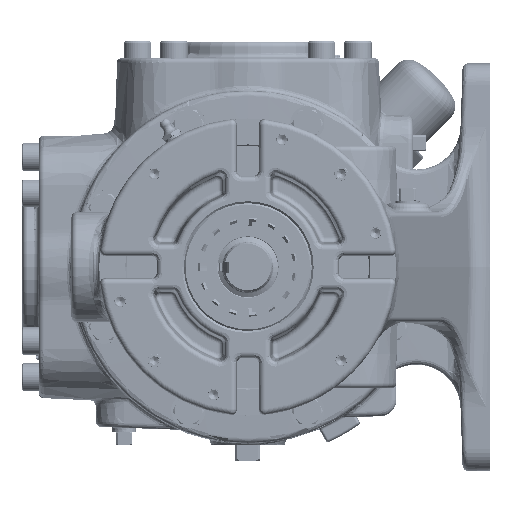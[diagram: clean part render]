
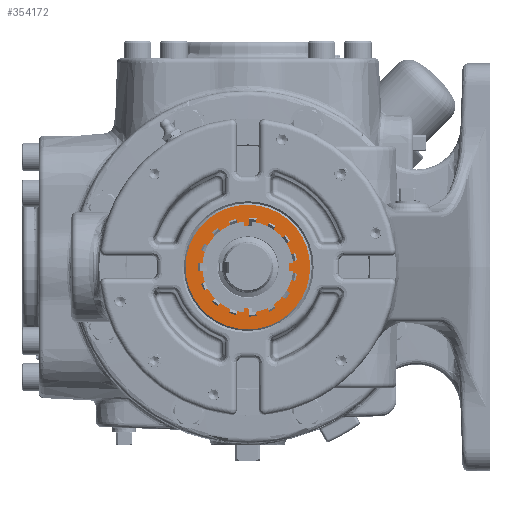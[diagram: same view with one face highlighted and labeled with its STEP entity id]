
A CAD part, left-side view. The second image highlights one B-rep face of the part: STEP entity #354172.
In plain terms, the highlighted planar face has unit normal (-1, 0, 0).
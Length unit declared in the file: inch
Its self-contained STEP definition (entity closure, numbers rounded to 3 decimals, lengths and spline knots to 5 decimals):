
#4257 = CIRCLE ( 'NONE', #182275, 1.415 ) ;
#5087 = FACE_OUTER_BOUND ( 'NONE', #295392, .T. ) ;
#7442 = CIRCLE ( 'NONE', #248833, 0.855 ) ;
#10601 = DIRECTION ( 'NONE',  ( -1., 0., 0. ) ) ;
#12713 = CARTESIAN_POINT ( 'NONE',  ( -10.75474, 0., 0. ) ) ;
#26726 = CARTESIAN_POINT ( 'NONE',  ( -10.75474, 0., 0.855 ) ) ;
#30324 = PLANE ( 'NONE',  #51956 ) ;
#41521 = DIRECTION ( 'NONE',  ( 0., 0., 1. ) ) ;
#46253 = CARTESIAN_POINT ( 'NONE',  ( -10.75474, 0.855, 0. ) ) ;
#51956 = AXIS2_PLACEMENT_3D ( 'NONE', #46253, #341284, #175907 ) ;
#74933 = CARTESIAN_POINT ( 'NONE',  ( -10.75474, 0., -1.415 ) ) ;
#82478 = VERTEX_POINT ( 'NONE', #240867 ) ;
#94553 = CARTESIAN_POINT ( 'NONE',  ( -10.75474, 0., 0. ) ) ;
#124054 = EDGE_LOOP ( 'NONE', ( #298844, #129002 ) ) ;
#129002 = ORIENTED_EDGE ( 'NONE', *, *, #316655, .F. ) ;
#143271 = DIRECTION ( 'NONE',  ( -1., 0., 0. ) ) ;
#143338 = EDGE_CURVE ( 'NONE', #223501, #82478, #251142, .T. ) ;
#175907 = DIRECTION ( 'NONE',  ( 0., 0., -1. ) ) ;
#182275 = AXIS2_PLACEMENT_3D ( 'NONE', #12713, #288094, #41521 ) ;
#185015 = CARTESIAN_POINT ( 'NONE',  ( -10.75474, 0., 1.415 ) ) ;
#190279 = DIRECTION ( 'NONE',  ( -1., 0., 0. ) ) ;
#191830 = ORIENTED_EDGE ( 'NONE', *, *, #209319, .T. ) ;
#196172 = CIRCLE ( 'NONE', #316902, 1.415 ) ;
#202562 = DIRECTION ( 'NONE',  ( 0., 0., 1. ) ) ;
#209319 = EDGE_CURVE ( 'NONE', #251791, #280026, #4257, .T. ) ;
#223501 = VERTEX_POINT ( 'NONE', #26726 ) ;
#240867 = CARTESIAN_POINT ( 'NONE',  ( -10.75474, 0., -0.855 ) ) ;
#248833 = AXIS2_PLACEMENT_3D ( 'NONE', #94553, #143271, #202562 ) ;
#251142 = CIRCLE ( 'NONE', #291602, 0.855 ) ;
#251791 = VERTEX_POINT ( 'NONE', #74933 ) ;
#253571 = DIRECTION ( 'NONE',  ( 0., 0., 1. ) ) ;
#270044 = ORIENTED_EDGE ( 'NONE', *, *, #280267, .T. ) ;
#280026 = VERTEX_POINT ( 'NONE', #185015 ) ;
#280267 = EDGE_CURVE ( 'NONE', #280026, #251791, #196172, .T. ) ;
#280627 = CARTESIAN_POINT ( 'NONE',  ( -10.75474, 0., 0. ) ) ;
#288094 = DIRECTION ( 'NONE',  ( -1., 0., 0. ) ) ;
#291602 = AXIS2_PLACEMENT_3D ( 'NONE', #280627, #10601, #253571 ) ;
#295392 = EDGE_LOOP ( 'NONE', ( #191830, #270044 ) ) ;
#298844 = ORIENTED_EDGE ( 'NONE', *, *, #143338, .F. ) ;
#303848 = FACE_BOUND ( 'NONE', #124054, .T. ) ;
#316655 = EDGE_CURVE ( 'NONE', #82478, #223501, #7442, .T. ) ;
#316902 = AXIS2_PLACEMENT_3D ( 'NONE', #326985, #190279, #330540 ) ;
#326985 = CARTESIAN_POINT ( 'NONE',  ( -10.75474, 0., 0. ) ) ;
#330540 = DIRECTION ( 'NONE',  ( 0., 0., 1. ) ) ;
#341284 = DIRECTION ( 'NONE',  ( 1., 0., 0. ) ) ;
#354172 = ADVANCED_FACE ( 'NONE', ( #303848, #5087 ), #30324, .F. ) ;
